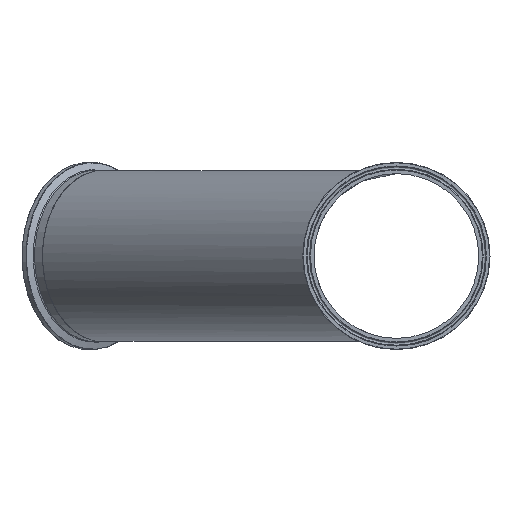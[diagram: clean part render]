
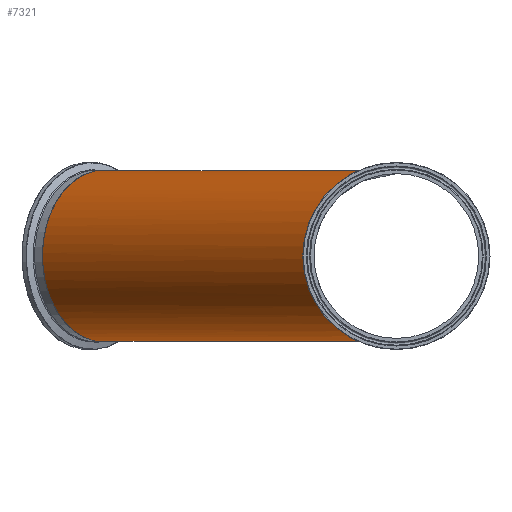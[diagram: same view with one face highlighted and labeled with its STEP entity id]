
A CAD part, left-side view. The second image highlights one B-rep face of the part: STEP entity #7321.
In plain terms, the highlighted cylindrical face has radius 76.2 mm (diameter 152.4 mm), a full revolution.
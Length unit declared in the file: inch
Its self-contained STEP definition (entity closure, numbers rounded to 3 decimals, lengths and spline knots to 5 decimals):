
#79=ELLIPSE('',#7682,3.24718,3.);
#80=ELLIPSE('',#7683,7.83938,3.);
#81=ELLIPSE('',#7684,7.83938,3.);
#1137=FACE_OUTER_BOUND('',#1568,.T.);
#1568=EDGE_LOOP('',(#6480,#6481,#6482,#6483,#6484,#6485,#6486));
#2058=LINE('',#16309,#2502);
#2502=VECTOR('',#8969,3.);
#2627=CIRCLE('',#7697,3.);
#2628=CIRCLE('',#7698,3.);
#3402=VERTEX_POINT('',#16273);
#3403=VERTEX_POINT('',#16274);
#3404=VERTEX_POINT('',#16276);
#3405=VERTEX_POINT('',#16291);
#3406=VERTEX_POINT('',#16292);
#4462=EDGE_CURVE('',#3402,#3403,#79,.T.);
#4463=EDGE_CURVE('',#3403,#3404,#80,.T.);
#4464=EDGE_CURVE('',#3404,#3402,#81,.T.);
#4465=EDGE_CURVE('',#3405,#3406,#2627,.T.);
#4466=EDGE_CURVE('',#3406,#3405,#2628,.T.);
#4473=EDGE_CURVE('',#3406,#3404,#2058,.T.);
#6480=ORIENTED_EDGE('',*,*,#4465,.T.);
#6481=ORIENTED_EDGE('',*,*,#4473,.T.);
#6482=ORIENTED_EDGE('',*,*,#4463,.F.);
#6483=ORIENTED_EDGE('',*,*,#4462,.F.);
#6484=ORIENTED_EDGE('',*,*,#4464,.F.);
#6485=ORIENTED_EDGE('',*,*,#4473,.F.);
#6486=ORIENTED_EDGE('',*,*,#4466,.T.);
#6900=CYLINDRICAL_SURFACE('',#7706,3.);
#7321=ADVANCED_FACE('',(#1137),#6900,.T.);
#7682=AXIS2_PLACEMENT_3D('',#16275,#8919,#8920);
#7683=AXIS2_PLACEMENT_3D('',#16277,#8921,#8922);
#7684=AXIS2_PLACEMENT_3D('',#16278,#8923,#8924);
#7697=AXIS2_PLACEMENT_3D('',#16293,#8949,#8950);
#7698=AXIS2_PLACEMENT_3D('',#16294,#8951,#8952);
#7706=AXIS2_PLACEMENT_3D('',#16308,#8967,#8968);
#8919=DIRECTION('center_axis',(-0.924,-0.383,0.));
#8920=DIRECTION('ref_axis',(-0.383,0.924,0.));
#8921=DIRECTION('center_axis',(0.383,-0.924,0.));
#8922=DIRECTION('ref_axis',(0.924,0.383,0.));
#8923=DIRECTION('center_axis',(0.383,-0.924,0.));
#8924=DIRECTION('ref_axis',(0.924,0.383,0.));
#8949=DIRECTION('center_axis',(-0.707,-0.707,0.));
#8950=DIRECTION('ref_axis',(-0.707,0.707,0.));
#8951=DIRECTION('center_axis',(-0.707,-0.707,0.));
#8952=DIRECTION('ref_axis',(-0.707,0.707,0.));
#8967=DIRECTION('center_axis',(0.707,0.707,0.));
#8968=DIRECTION('ref_axis',(-0.707,0.707,0.));
#8969=DIRECTION('',(-0.707,-0.707,0.));
#16273=CARTESIAN_POINT('',(0.,0.,3.));
#16274=CARTESIAN_POINT('',(0.,0.,-3.));
#16275=CARTESIAN_POINT('Origin',(0.,0.,0.));
#16276=CARTESIAN_POINT('',(7.24264,3.,0.));
#16277=CARTESIAN_POINT('Origin',(0.,0.,0.));
#16278=CARTESIAN_POINT('Origin',(0.,0.,0.));
#16291=CARTESIAN_POINT('',(10.29724,10.29724,-3.));
#16292=CARTESIAN_POINT('',(12.41856,8.17592,0.));
#16293=CARTESIAN_POINT('Origin',(10.29724,10.29724,0.));
#16294=CARTESIAN_POINT('Origin',(10.29724,10.29724,0.));
#16308=CARTESIAN_POINT('Origin',(5.61006,5.61006,0.));
#16309=CARTESIAN_POINT('',(7.73138,3.48874,0.));
